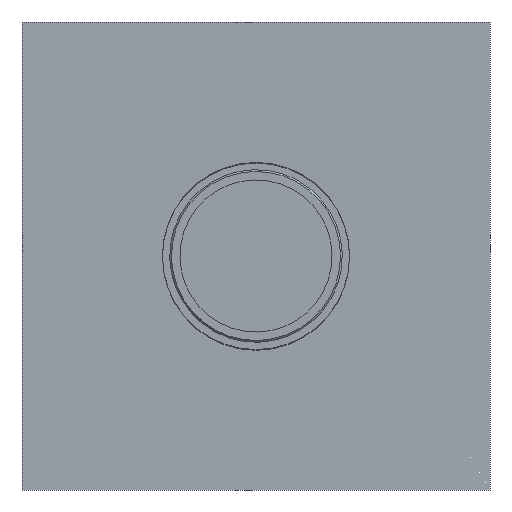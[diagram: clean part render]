
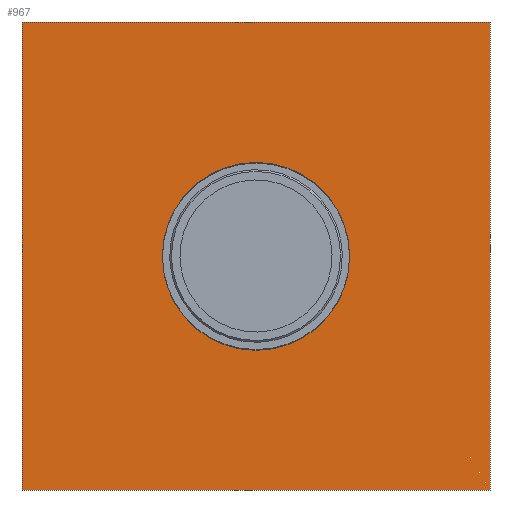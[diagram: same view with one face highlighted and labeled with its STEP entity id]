
A CAD part, front view. The second image highlights one B-rep face of the part: STEP entity #967.
In plain terms, the highlighted planar face has unit normal (0, -1, 0).
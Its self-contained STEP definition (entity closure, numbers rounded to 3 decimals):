
#864=CARTESIAN_POINT('Vertex',(40.,0.,40.)) ;
#869=CARTESIAN_POINT('Line Origine',(40.,0.,0.)) ;
#873=CARTESIAN_POINT('Vertex',(40.,0.,-40.)) ;
#904=CARTESIAN_POINT('Vertex',(-40.,0.,40.)) ;
#909=CARTESIAN_POINT('Line Origine',(0.,0.,40.)) ;
#926=CARTESIAN_POINT('Axis2P3D Location',(0.,0.,0.)) ;
#931=CARTESIAN_POINT('Line Origine',(-40.,0.,0.)) ;
#935=CARTESIAN_POINT('Vertex',(-40.,0.,-40.)) ;
#938=CARTESIAN_POINT('Line Origine',(0.,0.,-40.)) ;
#949=CARTESIAN_POINT('Axis2P3D Location',(0.,0.,0.)) ;
#953=CARTESIAN_POINT('Vertex',(-16.,0.,0.)) ;
#955=CARTESIAN_POINT('Vertex',(16.,0.,0.)) ;
#958=CARTESIAN_POINT('Axis2P3D Location',(0.,0.,0.)) ;
#871=VECTOR('Line Direction',#870,1.) ;
#911=VECTOR('Line Direction',#910,1.) ;
#933=VECTOR('Line Direction',#932,1.) ;
#940=VECTOR('Line Direction',#939,1.) ;
#870=DIRECTION('Vector Direction',(0.,0.,-1.)) ;
#910=DIRECTION('Vector Direction',(-1.,0.,0.)) ;
#927=DIRECTION('Axis2P3D Direction',(0.,1.,0.)) ;
#928=DIRECTION('Axis2P3D XDirection',(-1.,0.,0.)) ;
#932=DIRECTION('Vector Direction',(0.,0.,1.)) ;
#939=DIRECTION('Vector Direction',(1.,0.,0.)) ;
#950=DIRECTION('Axis2P3D Direction',(0.,1.,0.)) ;
#959=DIRECTION('Axis2P3D Direction',(0.,1.,0.)) ;
#929=AXIS2_PLACEMENT_3D('Plane Axis2P3D',#926,#927,#928) ;
#951=AXIS2_PLACEMENT_3D('Circle Axis2P3D',#949,#950,$) ;
#960=AXIS2_PLACEMENT_3D('Circle Axis2P3D',#958,#959,$) ;
#872=LINE('Line',#869,#871) ;
#912=LINE('Line',#909,#911) ;
#934=LINE('Line',#931,#933) ;
#941=LINE('Line',#938,#940) ;
#952=CIRCLE('generated circle',#951,16.) ;
#961=CIRCLE('generated circle',#960,16.) ;
#930=PLANE('',#929) ;
#966=FACE_BOUND('',#963,.T.) ;
#875=EDGE_CURVE('',#865,#874,#872,.T.) ;
#913=EDGE_CURVE('',#905,#865,#912,.F.) ;
#937=EDGE_CURVE('',#936,#905,#934,.T.) ;
#942=EDGE_CURVE('',#874,#936,#941,.F.) ;
#957=EDGE_CURVE('',#954,#956,#952,.T.) ;
#962=EDGE_CURVE('',#956,#954,#961,.T.) ;
#944=ORIENTED_EDGE('',*,*,#913,.F.) ;
#945=ORIENTED_EDGE('',*,*,#937,.F.) ;
#946=ORIENTED_EDGE('',*,*,#942,.F.) ;
#947=ORIENTED_EDGE('',*,*,#875,.F.) ;
#964=ORIENTED_EDGE('',*,*,#957,.T.) ;
#965=ORIENTED_EDGE('',*,*,#962,.T.) ;
#943=EDGE_LOOP('',(#944,#945,#946,#947)) ;
#963=EDGE_LOOP('',(#964,#965)) ;
#865=VERTEX_POINT('',#864) ;
#874=VERTEX_POINT('',#873) ;
#905=VERTEX_POINT('',#904) ;
#936=VERTEX_POINT('',#935) ;
#954=VERTEX_POINT('',#953) ;
#956=VERTEX_POINT('',#955) ;
#967=ADVANCED_FACE('Body.4',(#948,#966),#930,.F.) ;
#948=FACE_OUTER_BOUND('',#943,.T.) ;
